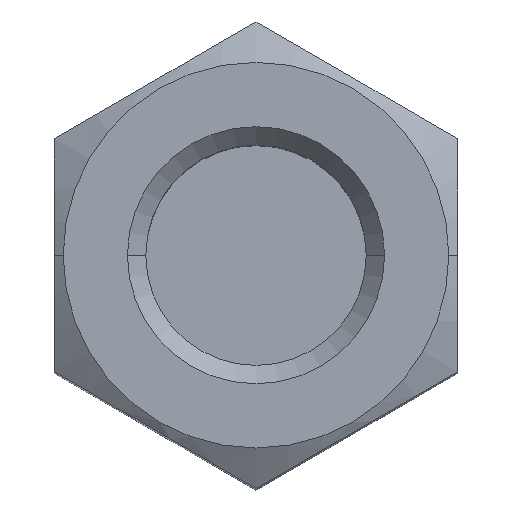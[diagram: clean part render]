
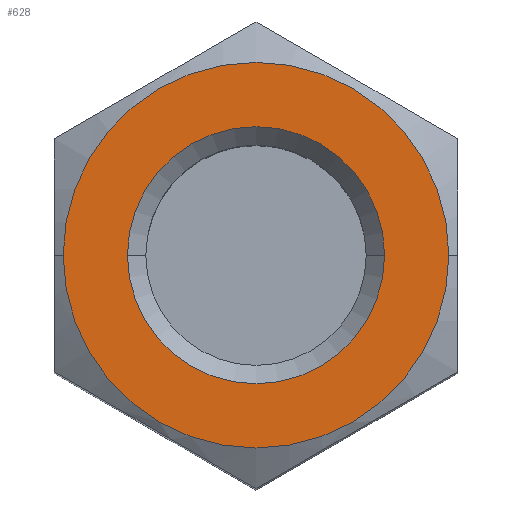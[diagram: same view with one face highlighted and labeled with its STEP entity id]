
A CAD part, top view. The second image highlights one B-rep face of the part: STEP entity #628.
In plain terms, the highlighted planar face has unit normal (0, 0, 1).
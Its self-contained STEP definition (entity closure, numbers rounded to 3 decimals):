
#5 = CARTESIAN_POINT ( 'NONE',  ( 7., 0., 50. ) ) ;
#12 = VERTEX_POINT ( 'NONE', #5 ) ;
#17 = AXIS2_PLACEMENT_3D ( 'NONE', #733, #93, #611 ) ;
#21 = DIRECTION ( 'NONE',  ( -1., 0., 0. ) ) ;
#74 = VERTEX_POINT ( 'NONE', #817 ) ;
#93 = DIRECTION ( 'NONE',  ( 0., 0., 1. ) ) ;
#111 = AXIS2_PLACEMENT_3D ( 'NONE', #184, #392, #21 ) ;
#148 = CARTESIAN_POINT ( 'NONE',  ( 0., 0., 50. ) ) ;
#160 = CARTESIAN_POINT ( 'NONE',  ( -10.5, 0., 50. ) ) ;
#168 = DIRECTION ( 'NONE',  ( 1., 0., 0. ) ) ;
#175 = CIRCLE ( 'NONE', #619, 7. ) ;
#184 = CARTESIAN_POINT ( 'NONE',  ( 0., -12.702, 50. ) ) ;
#277 = CIRCLE ( 'NONE', #554, 7. ) ;
#278 = CIRCLE ( 'NONE', #17, 10.5 ) ;
#392 = DIRECTION ( 'NONE',  ( 0., 0., -1. ) ) ;
#467 = EDGE_CURVE ( 'NONE', #472, #12, #277, .T. ) ;
#472 = VERTEX_POINT ( 'NONE', #523 ) ;
#483 = EDGE_CURVE ( 'NONE', #12, #472, #175, .T. ) ;
#510 = CARTESIAN_POINT ( 'NONE',  ( 0., 0., 50. ) ) ;
#523 = CARTESIAN_POINT ( 'NONE',  ( -7., 0., 50. ) ) ;
#533 = FACE_BOUND ( 'NONE', #986, .T. ) ;
#554 = AXIS2_PLACEMENT_3D ( 'NONE', #510, #593, #804 ) ;
#576 = EDGE_CURVE ( 'NONE', #977, #74, #988, .T. ) ;
#593 = DIRECTION ( 'NONE',  ( 0., 0., 1. ) ) ;
#611 = DIRECTION ( 'NONE',  ( 1., 0., 0. ) ) ;
#619 = AXIS2_PLACEMENT_3D ( 'NONE', #148, #756, #669 ) ;
#626 = ORIENTED_EDGE ( 'NONE', *, *, #467, .F. ) ;
#628 = ADVANCED_FACE ( 'NONE', ( #533, #783 ), #847, .F. ) ;
#669 = DIRECTION ( 'NONE',  ( 1., 0., 0. ) ) ;
#733 = CARTESIAN_POINT ( 'NONE',  ( 0., 0., 50. ) ) ;
#756 = DIRECTION ( 'NONE',  ( 0., 0., 1. ) ) ;
#766 = EDGE_LOOP ( 'NONE', ( #815, #991 ) ) ;
#783 = FACE_OUTER_BOUND ( 'NONE', #766, .T. ) ;
#804 = DIRECTION ( 'NONE',  ( 1., 0., 0. ) ) ;
#815 = ORIENTED_EDGE ( 'NONE', *, *, #956, .T. ) ;
#817 = CARTESIAN_POINT ( 'NONE',  ( 10.5, 0., 50. ) ) ;
#847 = PLANE ( 'NONE',  #111 ) ;
#852 = CARTESIAN_POINT ( 'NONE',  ( 0., 0., 50. ) ) ;
#856 = DIRECTION ( 'NONE',  ( 0., 0., 1. ) ) ;
#893 = ORIENTED_EDGE ( 'NONE', *, *, #483, .F. ) ;
#956 = EDGE_CURVE ( 'NONE', #74, #977, #278, .T. ) ;
#972 = AXIS2_PLACEMENT_3D ( 'NONE', #852, #856, #168 ) ;
#977 = VERTEX_POINT ( 'NONE', #160 ) ;
#986 = EDGE_LOOP ( 'NONE', ( #893, #626 ) ) ;
#988 = CIRCLE ( 'NONE', #972, 10.5 ) ;
#991 = ORIENTED_EDGE ( 'NONE', *, *, #576, .T. ) ;
